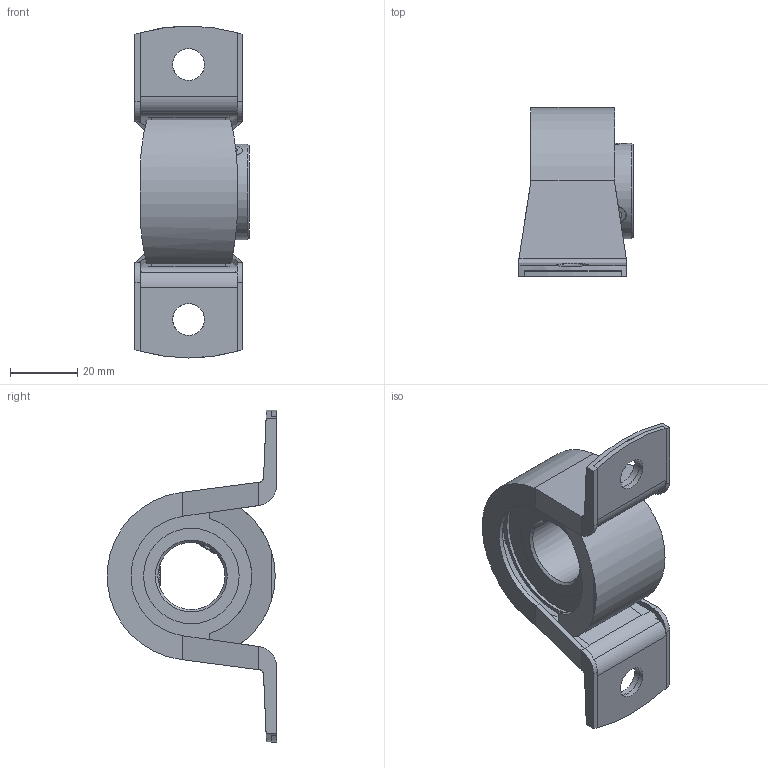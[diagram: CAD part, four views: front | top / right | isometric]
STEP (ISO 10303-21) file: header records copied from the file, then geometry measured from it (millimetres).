
FILE_DESCRIPTION( ( 'STEP AP214' ), '1' );
FILE_NAME( '62522000.stp', '2019-07-09T06:43:46', ( '' ), ( '' ), ' ', 'PARTsolutions', ' ' );
FILE_SCHEMA( ( 'AUTOMOTIVE_DESIGN { 1 0 10303 214 1 1 1 1 }' ) );
Length unit declared in the file: millimetre
Products named in the file (5): 62522000; _kugelstehl_bpp_u_62522000; _spannlg_bpp_u_ssbpp_62522000; _schr_splg_bpp_ssbpp_62522000; _kugelstehl_bpp_o_62522000
Assembly tree (5 placements, depth 2):
  62522000
    _kugelstehl_bpp_u_62522000
    _spannlg_bpp_u_ssbpp_62522000
    _schr_splg_bpp_ssbpp_62522000  x2
    _kugelstehl_bpp_o_62522000
Bounding box: 34 x 50.41 x 99 mm (x, y, z)
Volume: 46535.6 mm3; surface area: 28096.5 mm2
Topology: 5 solids, 5 shells, 153 faces, 405 edges, 264 vertices
Faces by surface type: plane 92, cylinder 45, cone 13, bspline 3
Full cylindrical faces by diameter (mm): 5.459 x2, 6 x2, 9.5 x4, 20 x1, 28.5 x2, 40.5 x2
Entity records: 5927 total; most frequent: CARTESIAN_POINT 1223, DIRECTION 734, ORIENTED_EDGE 698, EDGE_CURVE 349, AXIS2_PLACEMENT_3D 261, VERTEX_POINT 242, LINE 212, VECTOR 212
